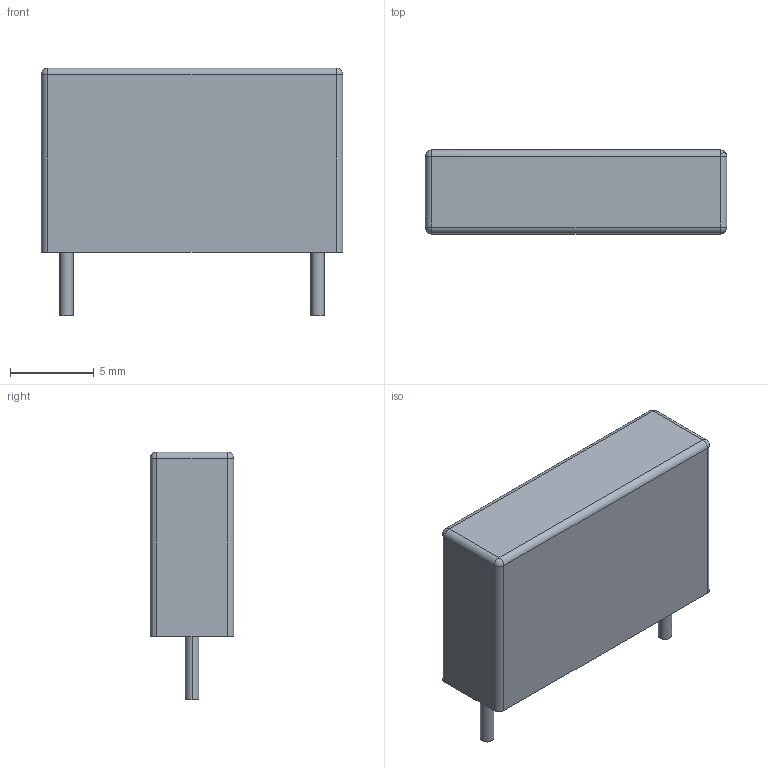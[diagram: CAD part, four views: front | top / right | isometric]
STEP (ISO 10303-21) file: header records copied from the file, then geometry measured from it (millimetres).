
FILE_DESCRIPTION((''),'2;1');
FILE_NAME('CAPR1500-500X1800X1100.stp','2015-06-16T15:43:40',(''),(''),'Mechanical Desktop 2011','Mechanical Desktop 2011',', , ');
FILE_SCHEMA(('AUTOMOTIVE_DESIGN { 1 2 10303 214 1 1 1 1 }'));
Length unit declared in the file: millimetre
Products named in the file (1): Product
Bounding box: 18 x 5 x 14.8 mm (x, y, z)
Volume: 990.8 mm3; surface area: 691.4 mm2
Topology: 3 solids, 3 shells, 27 faces, 54 edges, 31 vertices
Faces by surface type: cylinder 12, plane 10, sphere 5
Entity records: 736 total; most frequent: DIRECTION 136, CARTESIAN_POINT 111, ORIENTED_EDGE 104, AXIS2_PLACEMENT_3D 56, EDGE_CURVE 52, VERTEX_POINT 31, CIRCLE 28, EDGE_LOOP 27
